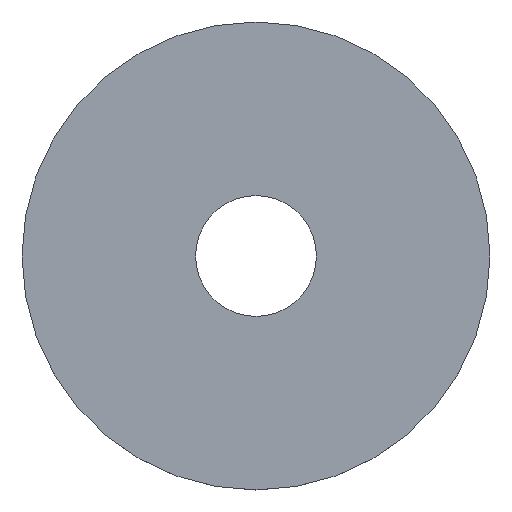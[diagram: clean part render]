
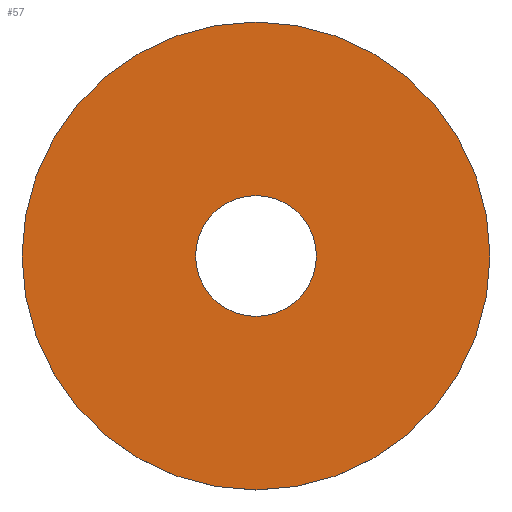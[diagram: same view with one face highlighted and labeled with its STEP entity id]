
A CAD part, top view. The second image highlights one B-rep face of the part: STEP entity #57.
In plain terms, the highlighted planar face has unit normal (0, 0, 1).
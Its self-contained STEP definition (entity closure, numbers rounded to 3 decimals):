
#4 = PLANE ( 'NONE',  #156 ) ;
#7 = CARTESIAN_POINT ( 'NONE',  ( 0., 0., 1. ) ) ;
#8 = DIRECTION ( 'NONE',  ( 1., 0., 0. ) ) ;
#10 = DIRECTION ( 'NONE',  ( 1., 0., 0. ) ) ;
#11 = DIRECTION ( 'NONE',  ( 0., 0., 1. ) ) ;
#16 = CIRCLE ( 'NONE', #23, 9.1 ) ;
#23 = AXIS2_PLACEMENT_3D ( 'NONE', #60, #192, #10 ) ;
#26 = DIRECTION ( 'NONE',  ( 1., 0., 0. ) ) ;
#27 = CARTESIAN_POINT ( 'NONE',  ( -9.1, 0., 1. ) ) ;
#30 = CIRCLE ( 'NONE', #58, 35.25 ) ;
#35 = EDGE_CURVE ( 'NONE', #67, #110, #30, .T. ) ;
#39 = EDGE_CURVE ( 'NONE', #136, #145, #94, .T. ) ;
#44 = CARTESIAN_POINT ( 'NONE',  ( 9.1, 0., 1. ) ) ;
#51 = CARTESIAN_POINT ( 'NONE',  ( 0., 0., 1. ) ) ;
#52 = FACE_BOUND ( 'NONE', #166, .T. ) ;
#54 = DIRECTION ( 'NONE',  ( 0., 0., 1. ) ) ;
#57 = ADVANCED_FACE ( 'NONE', ( #134, #52 ), #4, .T. ) ;
#58 = AXIS2_PLACEMENT_3D ( 'NONE', #204, #84, #153 ) ;
#60 = CARTESIAN_POINT ( 'NONE',  ( 0., 0., 1. ) ) ;
#61 = ORIENTED_EDGE ( 'NONE', *, *, #160, .F. ) ;
#67 = VERTEX_POINT ( 'NONE', #190 ) ;
#68 = DIRECTION ( 'NONE',  ( 0., 0., 1. ) ) ;
#73 = CIRCLE ( 'NONE', #118, 35.25 ) ;
#79 = CARTESIAN_POINT ( 'NONE',  ( 35.25, 0., 1. ) ) ;
#82 = EDGE_LOOP ( 'NONE', ( #130, #83 ) ) ;
#83 = ORIENTED_EDGE ( 'NONE', *, *, #146, .T. ) ;
#84 = DIRECTION ( 'NONE',  ( 0., 0., 1. ) ) ;
#94 = CIRCLE ( 'NONE', #159, 9.1 ) ;
#110 = VERTEX_POINT ( 'NONE', #79 ) ;
#118 = AXIS2_PLACEMENT_3D ( 'NONE', #195, #11, #26 ) ;
#130 = ORIENTED_EDGE ( 'NONE', *, *, #35, .T. ) ;
#134 = FACE_OUTER_BOUND ( 'NONE', #82, .T. ) ;
#136 = VERTEX_POINT ( 'NONE', #44 ) ;
#145 = VERTEX_POINT ( 'NONE', #27 ) ;
#146 = EDGE_CURVE ( 'NONE', #110, #67, #73, .T. ) ;
#153 = DIRECTION ( 'NONE',  ( 1., 0., 0. ) ) ;
#156 = AXIS2_PLACEMENT_3D ( 'NONE', #51, #54, #8 ) ;
#159 = AXIS2_PLACEMENT_3D ( 'NONE', #7, #68, #164 ) ;
#160 = EDGE_CURVE ( 'NONE', #145, #136, #16, .T. ) ;
#164 = DIRECTION ( 'NONE',  ( 1., 0., 0. ) ) ;
#166 = EDGE_LOOP ( 'NONE', ( #61, #187 ) ) ;
#187 = ORIENTED_EDGE ( 'NONE', *, *, #39, .F. ) ;
#190 = CARTESIAN_POINT ( 'NONE',  ( -35.25, 0., 1. ) ) ;
#192 = DIRECTION ( 'NONE',  ( 0., 0., 1. ) ) ;
#195 = CARTESIAN_POINT ( 'NONE',  ( 0., 0., 1. ) ) ;
#204 = CARTESIAN_POINT ( 'NONE',  ( 0., 0., 1. ) ) ;
